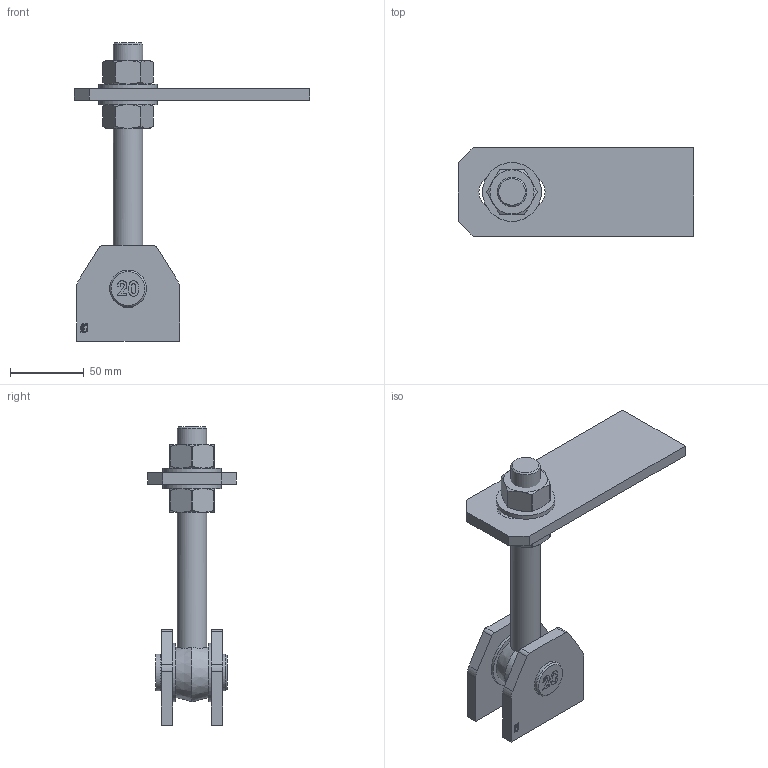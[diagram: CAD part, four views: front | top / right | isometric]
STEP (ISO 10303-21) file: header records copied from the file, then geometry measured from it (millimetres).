
FILE_DESCRIPTION (( 'STEP AP203' ), '1' );
FILE_NAME ('121-M20-GV.step', '2023-11-30T15:39:57', ( '' ), ( '' ), 'SwSTEP 2.0', 'SolidWorks 2018', '' );
FILE_SCHEMA (( 'CONFIG_CONTROL_DESIGN' ));
Length unit declared in the file: millimetre
Products named in the file (10): Torband Teil3_121-M20-GV Teil3; Torband Teil4_121-M20-GV Teil4; Torband Teil2_121-M20-GV Teil2; Torband Teil5_121-M20-GV Teil5; Torband Teil1_121-M20-GV Teil1A; 130-Mxx Teil6_121-M20-GV Teil7; Torband Teil1_121-M20-GV Teil1B; 121-M20-GV; DIN 934 M4-M20_DIN 934 M20; 121-Mxx Teil6_121-M20-GV Teil6
Assembly tree (12 placements, depth 2):
  121-M20-GV
    Torband Teil1_121-M20-GV Teil1B
    Torband Teil1_121-M20-GV Teil1A
    Torband Teil2_121-M20-GV Teil2
    Torband Teil3_121-M20-GV Teil3
    Torband Teil4_121-M20-GV Teil4  x2
    Torband Teil5_121-M20-GV Teil5
    130-Mxx Teil6_121-M20-GV Teil7  x2
    DIN 934 M4-M20_DIN 934 M20  x2
    121-Mxx Teil6_121-M20-GV Teil6
Bounding box: 160 x 60 x 202.75 mm (x, y, z)
Volume: 233975.3 mm3; surface area: 79404.8 mm2
Topology: 12 solids, 12 shells, 592 faces, 1586 edges, 1046 vertices
Faces by surface type: plane 380, bspline 134, cylinder 41, cone 36, sphere 1
Full cylindrical faces by diameter (mm): 8.5 x1, 10 x1, 15.7 x1, 16.4 x2, 16.5 x2, 17.5 x2, 20 x1, 21 x2, 25 x2, 40 x4
Entity records: 24630 total; most frequent: CARTESIAN_POINT 10729, ORIENTED_EDGE 2950, DIRECTION 2075, EDGE_CURVE 1475, VERTEX_POINT 989, LINE 973, VECTOR 973, EDGE_LOOP 620
